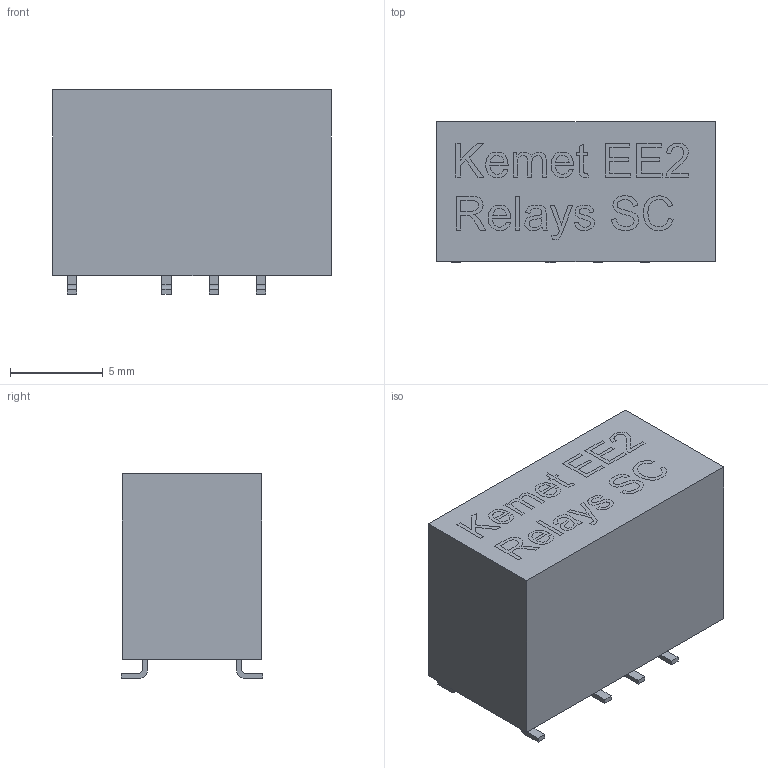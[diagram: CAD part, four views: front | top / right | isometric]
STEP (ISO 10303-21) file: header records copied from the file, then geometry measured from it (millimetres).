
FILE_DESCRIPTION (( 'STEP AP214' ), '1' );
FILE_NAME ('User Library-Kemet Relays SMD EE2 Series SIngle Coil.STEP', '2020-01-18T01:09:03', ( '' ), ( '' ), 'SwSTEP 2.0', 'SolidWorks 2019', '' );
FILE_SCHEMA (( 'AUTOMOTIVE_DESIGN' ));
Length unit declared in the file: millimetre
Products named in the file (5): User Library-Kemet Relays SMD EE2 Series SIngle Coil; Text; Pins; Body; Pin
Assembly tree (11 placements, depth 3):
  User Library-Kemet Relays SMD EE2 Series SIngle Coil
    Body
    Pins
      Pin  x8
    Text
Bounding box: 15 x 7.62 x 11 mm (x, y, z)
Volume: 1127.1 mm3; surface area: 756.8 mm2
Topology: 25 solids, 25 shells, 1447 faces, 4128 edges, 2752 vertices
Faces by surface type: plane 1431, cylinder 16
Entity records: 44529 total; most frequent: CARTESIAN_POINT 7992, ORIENTED_EDGE 7920, DIRECTION 6748, EDGE_CURVE 3960, LINE 3956, VECTOR 3956, VERTEX_POINT 2640, EDGE_LOOP 1408
